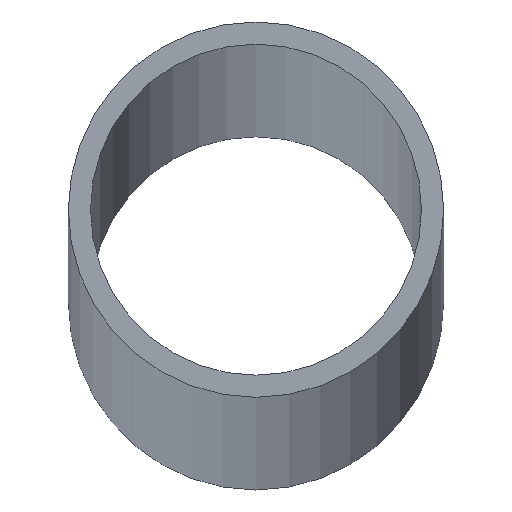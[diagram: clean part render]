
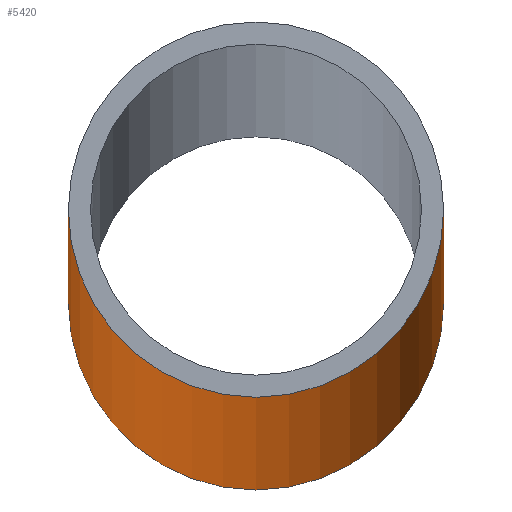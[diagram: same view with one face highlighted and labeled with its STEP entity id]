
A CAD part, top view. The second image highlights one B-rep face of the part: STEP entity #5420.
In plain terms, the highlighted cylindrical face has radius 21.2 mm (diameter 42.4 mm), a full revolution.
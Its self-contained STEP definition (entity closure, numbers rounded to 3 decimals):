
#475 = DIRECTION ( 'NONE',  ( 0., 0., -1. ) ) ;
#815 = VERTEX_POINT ( 'NONE', #2151 ) ;
#1677 = DIRECTION ( 'NONE',  ( 1., 0., 0. ) ) ;
#2151 = CARTESIAN_POINT ( 'NONE',  ( 21.2, 0., -3000. ) ) ;
#2387 = CARTESIAN_POINT ( 'NONE',  ( 0., 0., 3000. ) ) ;
#2398 = FACE_OUTER_BOUND ( 'NONE', #8773, .T. ) ;
#3341 = AXIS2_PLACEMENT_3D ( 'NONE', #2387, #475, #10200 ) ;
#3450 = DIRECTION ( 'NONE',  ( 0., 0., 1. ) ) ;
#4164 = AXIS2_PLACEMENT_3D ( 'NONE', #8322, #3450, #1677 ) ;
#5372 = EDGE_CURVE ( 'NONE', #815, #815, #10552, .T. ) ;
#5420 = ADVANCED_FACE ( 'NONE', ( #10103, #2398 ), #11453, .T. ) ;
#5932 = CARTESIAN_POINT ( 'NONE',  ( 21.2, 0., 3000. ) ) ;
#6229 = ORIENTED_EDGE ( 'NONE', *, *, #9822, .F. ) ;
#8322 = CARTESIAN_POINT ( 'NONE',  ( 0., 0., -3000. ) ) ;
#8773 = EDGE_LOOP ( 'NONE', ( #9281 ) ) ;
#9233 = DIRECTION ( 'NONE',  ( 0., 0., 1. ) ) ;
#9281 = ORIENTED_EDGE ( 'NONE', *, *, #5372, .T. ) ;
#9364 = CARTESIAN_POINT ( 'NONE',  ( 0., 0., 3000. ) ) ;
#9416 = EDGE_LOOP ( 'NONE', ( #6229 ) ) ;
#9774 = AXIS2_PLACEMENT_3D ( 'NONE', #9364, #9233, #12155 ) ;
#9822 = EDGE_CURVE ( 'NONE', #11077, #11077, #11530, .T. ) ;
#10103 = FACE_OUTER_BOUND ( 'NONE', #9416, .T. ) ;
#10200 = DIRECTION ( 'NONE',  ( -1., 0., 0. ) ) ;
#10552 = CIRCLE ( 'NONE', #4164, 21.2 ) ;
#11077 = VERTEX_POINT ( 'NONE', #5932 ) ;
#11453 = CYLINDRICAL_SURFACE ( 'NONE', #3341, 21.2 ) ;
#11530 = CIRCLE ( 'NONE', #9774, 21.2 ) ;
#12155 = DIRECTION ( 'NONE',  ( 1., 0., 0. ) ) ;
